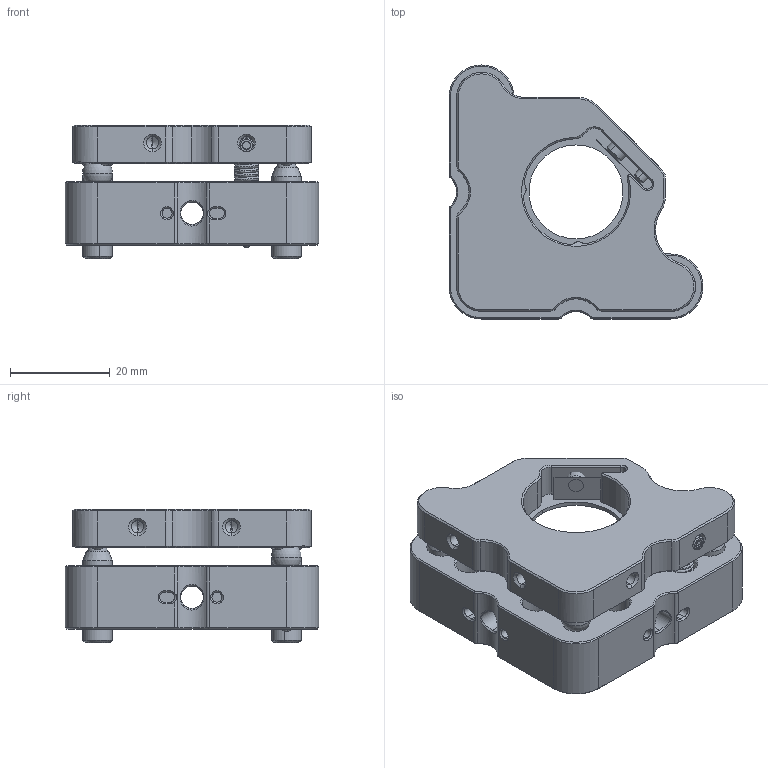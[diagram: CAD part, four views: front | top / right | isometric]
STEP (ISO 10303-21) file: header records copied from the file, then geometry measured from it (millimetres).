
FILE_DESCRIPTION (( 'STEP AP203' ), '1' );
FILE_NAME ('1.1.20.28-ZJO-20-2.STEP', '2024-05-31T06:38:19', ( '' ), ( '' ), 'SwSTEP 2.0', 'SolidWorks 2021', '' );
FILE_SCHEMA (( 'CONFIG_CONTROL_DESIGN' ));
Length unit declared in the file: millimetre
Products named in the file (14): DXS-0625梓袧倰鞠褒覃誹ん _3.2.2.15.1-DXS-0625-20; 31.1.31_TL-φ5x23-0.8，2_φ5x17-0.8，双向拉簧，A; 30.5.15-14，LPJ4，M4不锈钢平头紧定螺丝_30.5.17-LPJ4*5; 30.5.1-14，LPJ3，M3不锈钢平头紧定螺丝_30.5.6-LPJ3*10; 1.1.20.28-ZJO-20-2; 36.1，440c不锈钢滚珠_36.1.6_GZ-B4; DXS-0625梓袧倰牉挴蹟佪_3.2.2.15-DXS-0625-20; 30.5.87-93，LPJ2.5，M2.5不锈钢平头紧定螺丝_30.5.89-PJ2.5*5; 1.1.20.28.1_替代进口不锈钢光学调整架前面板，用于φ20mm光学元件，顶丝固定; 33.1.51-97 φ2不锈钢圆柱销，A_33.1.57-DB-φ2*10; 36.1，440c不锈钢滚珠_36.1.8_GZ-B6; 祥凄詩源倛揤え_32.6.12-QY-1305-0.2; 替代进口不锈钢光学调整架后面板，用于φ1英寸光学元件_1.1.20.2.2_ZJO-1.0-2; 懦惘坒菜え_32.5.3 QL-耳4x0.6
Assembly tree (19 placements, depth 3):
  1.1.20.28-ZJO-20-2
    替代进口不锈钢光学调整架后面板，用于φ1英寸光学元件_1.1.20.2.2_ZJO-1.0-2
    1.1.20.28.1_替代进口不锈钢光学调整架前面板，用于φ20mm光学元件，顶丝固定
    祥凄詩源倛揤え_32.6.12-QY-1305-0.2
    懦惘坒菜え_32.5.3 QL-耳4x0.6  x6
    DXS-0625梓袧倰牉挴蹟佪_3.2.2.15-DXS-0625-20  x2
      DXS-0625梓袧倰鞠褒覃誹ん _3.2.2.15.1-DXS-0625-20
      36.1，440c不锈钢滚珠_36.1.6_GZ-B4
    30.5.15-14，LPJ4，M4不锈钢平头紧定螺丝_30.5.17-LPJ4*5
    30.5.87-93，LPJ2.5，M2.5不锈钢平头紧定螺丝_30.5.89-PJ2.5*5
    36.1，440c不锈钢滚珠_36.1.8_GZ-B6
    31.1.31_TL-φ5x23-0.8，2_φ5x17-0.8，双向拉簧，A
    33.1.51-97 φ2不锈钢圆柱销，A_33.1.57-DB-φ2*10
    30.5.1-14，LPJ3，M3不锈钢平头紧定螺丝_30.5.6-LPJ3*10
Bounding box: 50.8 x 50.8 x 26.66 mm (x, y, z)
Volume: 21416.5 mm3; surface area: 13971.3 mm2
Topology: 19 solids, 19 shells, 556 faces, 1307 edges, 782 vertices
Faces by surface type: cone 190, plane 185, cylinder 151, bspline 18, sphere 6, torus 6
Entity records: 28010 total; most frequent: CARTESIAN_POINT 14566, DIRECTION 2561, ORIENTED_EDGE 2394, EDGE_CURVE 1197, AXIS2_PLACEMENT_3D 986, VERTEX_POINT 724, VECTOR 589, LINE 589
